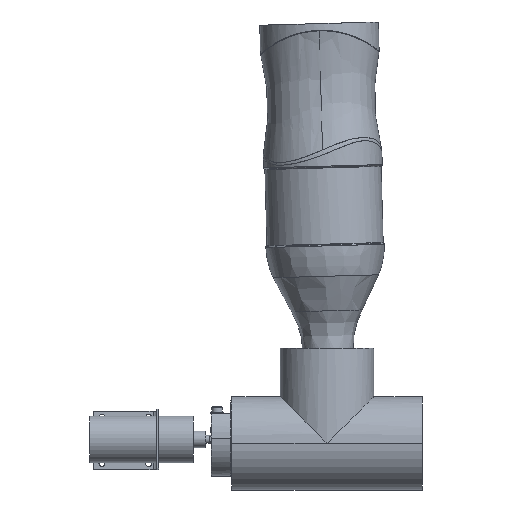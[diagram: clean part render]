
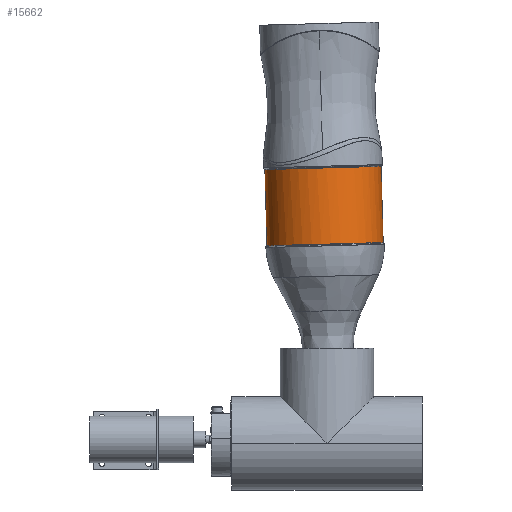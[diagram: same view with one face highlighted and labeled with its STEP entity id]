
A CAD part, left-side view. The second image highlights one B-rep face of the part: STEP entity #15662.
In plain terms, the highlighted cylindrical face has radius 29.9 mm (diameter 59.8 mm), a partial arc.
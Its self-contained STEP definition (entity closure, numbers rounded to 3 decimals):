
#15600=CARTESIAN_POINT('Axis2P3D Location',(0.,118.881,0.)) ;
#15605=CARTESIAN_POINT('Line Origine',(0.,118.881,-29.9)) ;
#15609=CARTESIAN_POINT('Vertex',(0.,138.465,-29.9)) ;
#15611=CARTESIAN_POINT('Vertex',(0.,99.297,-29.9)) ;
#15615=CARTESIAN_POINT('Control Point',(0.,99.297,-29.9)) ;
#15616=CARTESIAN_POINT('Control Point',(-4.697,99.297,-29.9)) ;
#15617=CARTESIAN_POINT('Control Point',(-9.393,99.297,-28.978)) ;
#15618=CARTESIAN_POINT('Control Point',(-13.848,99.297,-27.133)) ;
#15619=CARTESIAN_POINT('Control Point',(-21.795,99.297,-21.795)) ;
#15620=CARTESIAN_POINT('Control Point',(-27.133,99.297,-13.848)) ;
#15621=CARTESIAN_POINT('Control Point',(-28.978,99.297,-9.393)) ;
#15622=CARTESIAN_POINT('Control Point',(-30.822,99.297,0.)) ;
#15623=CARTESIAN_POINT('Control Point',(-28.978,99.297,9.393)) ;
#15624=CARTESIAN_POINT('Control Point',(-27.133,99.297,13.848)) ;
#15625=CARTESIAN_POINT('Control Point',(-21.795,99.297,21.795)) ;
#15626=CARTESIAN_POINT('Control Point',(-13.848,99.297,27.133)) ;
#15627=CARTESIAN_POINT('Control Point',(-9.393,99.297,28.978)) ;
#15628=CARTESIAN_POINT('Control Point',(-4.697,99.297,29.9)) ;
#15629=CARTESIAN_POINT('Control Point',(0.,99.297,29.9)) ;
#15630=CARTESIAN_POINT('Vertex',(0.,99.297,29.9)) ;
#15634=CARTESIAN_POINT('Control Point',(0.,99.297,29.9)) ;
#15635=CARTESIAN_POINT('Control Point',(0.,138.465,29.9)) ;
#15636=CARTESIAN_POINT('Vertex',(0.,138.465,29.9)) ;
#15640=CARTESIAN_POINT('Control Point',(0.,138.465,29.9)) ;
#15641=CARTESIAN_POINT('Control Point',(-4.697,138.465,29.9)) ;
#15642=CARTESIAN_POINT('Control Point',(-9.393,138.465,28.978)) ;
#15643=CARTESIAN_POINT('Control Point',(-13.848,138.465,27.133)) ;
#15644=CARTESIAN_POINT('Control Point',(-21.795,138.465,21.795)) ;
#15645=CARTESIAN_POINT('Control Point',(-27.133,138.465,13.848)) ;
#15646=CARTESIAN_POINT('Control Point',(-28.978,138.465,9.393)) ;
#15647=CARTESIAN_POINT('Control Point',(-30.822,138.465,0.)) ;
#15648=CARTESIAN_POINT('Control Point',(-28.978,138.465,-9.393)) ;
#15649=CARTESIAN_POINT('Control Point',(-27.133,138.465,-13.848)) ;
#15650=CARTESIAN_POINT('Control Point',(-21.795,138.465,-21.795)) ;
#15651=CARTESIAN_POINT('Control Point',(-13.848,138.465,-27.133)) ;
#15652=CARTESIAN_POINT('Control Point',(-9.393,138.465,-28.978)) ;
#15653=CARTESIAN_POINT('Control Point',(-4.697,138.465,-29.9)) ;
#15654=CARTESIAN_POINT('Control Point',(0.,138.465,-29.9)) ;
#15601=DIRECTION('Axis2P3D Direction',(0.,1.,-0.)) ;
#15602=DIRECTION('Axis2P3D XDirection',(0.,-0.,-1.)) ;
#15606=DIRECTION('Vector Direction',(0.,1.,0.)) ;
#15603=AXIS2_PLACEMENT_3D('Cylinder Axis2P3D',#15600,#15601,#15602) ;
#15657=ORIENTED_EDGE('',*,*,#15613,.T.) ;
#15658=ORIENTED_EDGE('',*,*,#15632,.T.) ;
#15659=ORIENTED_EDGE('',*,*,#15638,.T.) ;
#15660=ORIENTED_EDGE('',*,*,#15655,.T.) ;
#15607=VECTOR('Line Direction',#15606,1.) ;
#15662=ADVANCED_FACE('Surface.121',(#15661),#15604,.T.) ;
#15614=B_SPLINE_CURVE_WITH_KNOTS('',5,(#15615,#15616,#15617,#15618,#15619,#15620,#15621,#15622,#15623,#15624,#15625,#15626,#15627,#15628,#15629),.UNSPECIFIED.,.F.,.U.,(6,3,3,3,6),(0.,23.483,46.967,70.45,93.934),.UNSPECIFIED.) ;
#15633=B_SPLINE_CURVE_WITH_KNOTS('',1,(#15634,#15635),.UNSPECIFIED.,.F.,.U.,(2,2),(0.,39.168),.UNSPECIFIED.) ;
#15639=B_SPLINE_CURVE_WITH_KNOTS('',5,(#15640,#15641,#15642,#15643,#15644,#15645,#15646,#15647,#15648,#15649,#15650,#15651,#15652,#15653,#15654),.UNSPECIFIED.,.F.,.U.,(6,3,3,3,6),(0.,23.483,46.967,70.45,93.934),.UNSPECIFIED.) ;
#15604=CYLINDRICAL_SURFACE('generated cylinder',#15603,29.9) ;
#15613=EDGE_CURVE('',#15610,#15612,#15608,.F.) ;
#15632=EDGE_CURVE('',#15612,#15631,#15614,.T.) ;
#15638=EDGE_CURVE('',#15631,#15637,#15633,.T.) ;
#15655=EDGE_CURVE('',#15637,#15610,#15639,.T.) ;
#15656=EDGE_LOOP('',(#15657,#15658,#15659,#15660)) ;
#15661=FACE_OUTER_BOUND('',#15656,.T.) ;
#15608=LINE('Line',#15605,#15607) ;
#15610=VERTEX_POINT('',#15609) ;
#15612=VERTEX_POINT('',#15611) ;
#15631=VERTEX_POINT('',#15630) ;
#15637=VERTEX_POINT('',#15636) ;
